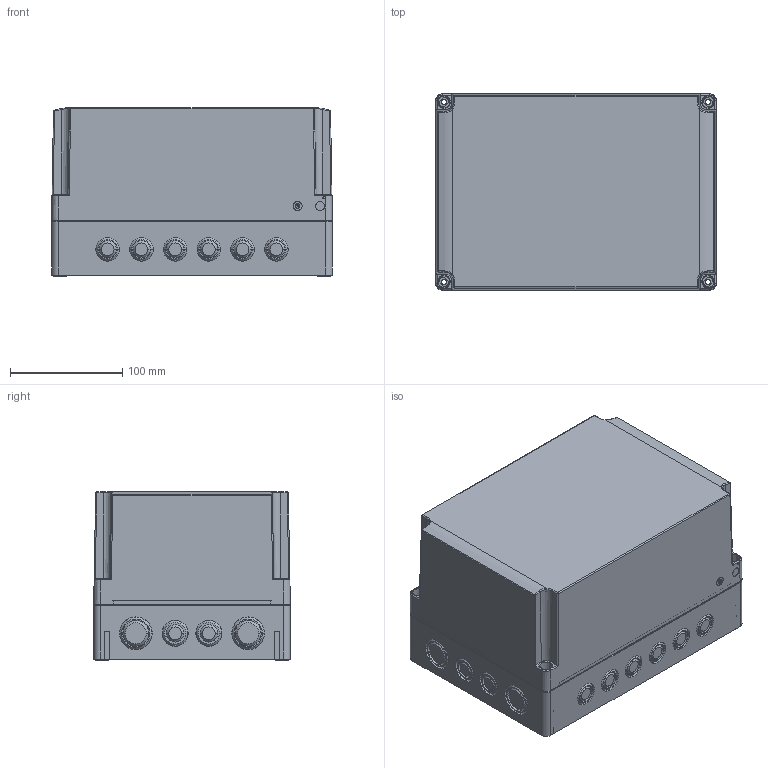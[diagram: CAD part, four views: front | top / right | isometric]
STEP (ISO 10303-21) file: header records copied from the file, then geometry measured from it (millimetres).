
FILE_DESCRIPTION((''),'2;1');
FILE_NAME('SPCK182515T_ASM','2008-12-08T',('pasi_koskela'),(''),'PRO/ENGINEER BY PARAMETRIC TECHNOLOGY CORPORATION, 2008250','PRO/ENGINEER BY PARAMETRIC TECHNOLOGY CORPORATION, 2008250','');
FILE_SCHEMA(('AUTOMOTIVE_DESIGN_CC2 { 1 2 10303 214 -1 1 5 2 }'));
Length unit declared in the file: millimetre
Products named in the file (3): SPCK182505B; SPCT182510L; SPCK182515T_ASM
Assembly tree (2 placements, depth 2):
  SPCK182515T_ASM
    SPCK182505B
    SPCT182510L
Bounding box: 250 x 175 x 150 mm (x, y, z)
Volume: 708847.6 mm3; surface area: 445842 mm2
Topology: 2 solids, 2 shells, 1490 faces, 3701 edges, 2364 vertices
Faces by surface type: plane 768, cylinder 316, cone 294, bspline 64, torus 40, sphere 8
Entity records: 63380 total; most frequent: CARTESIAN_POINT 19112, ORIENTED_EDGE 7396, DIRECTION 7076, EDGE_CURVE 3698, PRESENTATION_STYLE_ASSIGNMENT 2962, STYLED_ITEM 2962, CURVE_STYLE 2961, AXIS2_PLACEMENT_3D 2462
